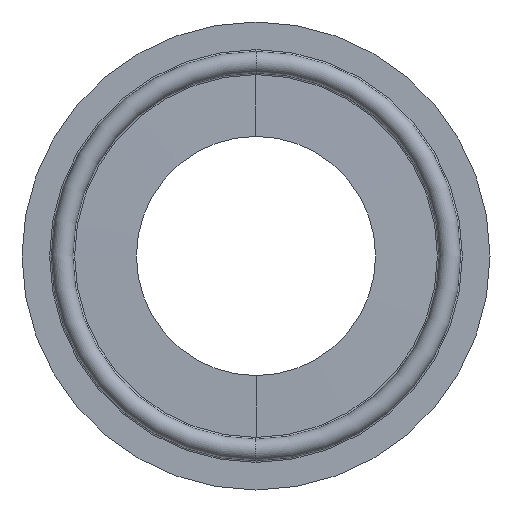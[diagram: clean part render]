
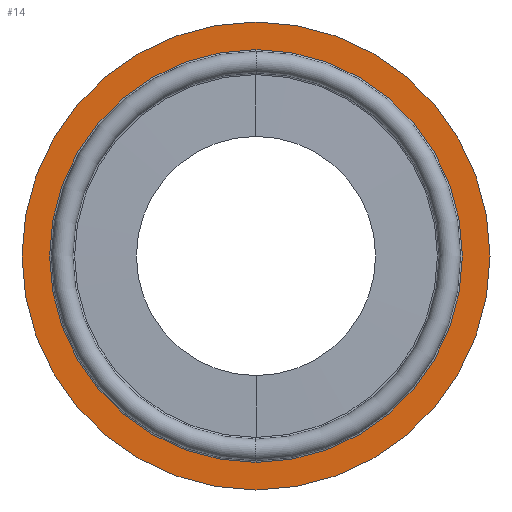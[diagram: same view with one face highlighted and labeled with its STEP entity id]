
A CAD part, left-side view. The second image highlights one B-rep face of the part: STEP entity #14.
In plain terms, the highlighted planar face has unit normal (-1, 0, 0).
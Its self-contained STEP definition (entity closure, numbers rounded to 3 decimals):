
#9 = VERTEX_POINT ( 'NONE', #476 ) ;
#14 = ADVANCED_FACE ( 'NONE', ( #494, #276 ), #203, .F. ) ;
#19 = EDGE_CURVE ( 'NONE', #9, #843, #499, .T. ) ;
#103 = CIRCLE ( 'NONE', #653, 23.15 ) ;
#120 = AXIS2_PLACEMENT_3D ( 'NONE', #561, #705, #361 ) ;
#138 = DIRECTION ( 'NONE',  ( 1., 0., 0. ) ) ;
#203 = PLANE ( 'NONE',  #453 ) ;
#214 = DIRECTION ( 'NONE',  ( 0., 0., 1. ) ) ;
#220 = DIRECTION ( 'NONE',  ( 0., 0., -1. ) ) ;
#270 = DIRECTION ( 'NONE',  ( -1., 0., 0. ) ) ;
#276 = FACE_OUTER_BOUND ( 'NONE', #774, .T. ) ;
#305 = DIRECTION ( 'NONE',  ( -1., 0., 0. ) ) ;
#312 = EDGE_LOOP ( 'NONE', ( #668, #415 ) ) ;
#324 = DIRECTION ( 'NONE',  ( 0., 0., -1. ) ) ;
#359 = CARTESIAN_POINT ( 'NONE',  ( -0.9, 0., 23.15 ) ) ;
#361 = DIRECTION ( 'NONE',  ( 0., 0., -1. ) ) ;
#373 = CARTESIAN_POINT ( 'NONE',  ( -0.9, 0., 0. ) ) ;
#395 = CARTESIAN_POINT ( 'NONE',  ( -0.9, 0., 0. ) ) ;
#398 = CIRCLE ( 'NONE', #120, 23.15 ) ;
#404 = EDGE_CURVE ( 'NONE', #576, #710, #398, .T. ) ;
#415 = ORIENTED_EDGE ( 'NONE', *, *, #581, .T. ) ;
#440 = AXIS2_PLACEMENT_3D ( 'NONE', #829, #270, #214 ) ;
#453 = AXIS2_PLACEMENT_3D ( 'NONE', #546, #138, #220 ) ;
#466 = CARTESIAN_POINT ( 'NONE',  ( -0.9, 0., -23.15 ) ) ;
#476 = CARTESIAN_POINT ( 'NONE',  ( -0.9, 0., -26.25 ) ) ;
#494 = FACE_BOUND ( 'NONE', #312, .T. ) ;
#499 = CIRCLE ( 'NONE', #440, 26.25 ) ;
#506 = EDGE_CURVE ( 'NONE', #843, #9, #544, .T. ) ;
#508 = CARTESIAN_POINT ( 'NONE',  ( -0.9, 0., 26.25 ) ) ;
#523 = ORIENTED_EDGE ( 'NONE', *, *, #19, .T. ) ;
#544 = CIRCLE ( 'NONE', #897, 26.25 ) ;
#546 = CARTESIAN_POINT ( 'NONE',  ( -0.9, 22.95, 0. ) ) ;
#561 = CARTESIAN_POINT ( 'NONE',  ( -0.9, 0., 0. ) ) ;
#576 = VERTEX_POINT ( 'NONE', #466 ) ;
#581 = EDGE_CURVE ( 'NONE', #710, #576, #103, .T. ) ;
#642 = DIRECTION ( 'NONE',  ( 0., 0., 1. ) ) ;
#645 = ORIENTED_EDGE ( 'NONE', *, *, #506, .T. ) ;
#653 = AXIS2_PLACEMENT_3D ( 'NONE', #395, #675, #324 ) ;
#668 = ORIENTED_EDGE ( 'NONE', *, *, #404, .T. ) ;
#675 = DIRECTION ( 'NONE',  ( 1., 0., 0. ) ) ;
#705 = DIRECTION ( 'NONE',  ( 1., 0., 0. ) ) ;
#710 = VERTEX_POINT ( 'NONE', #359 ) ;
#774 = EDGE_LOOP ( 'NONE', ( #645, #523 ) ) ;
#829 = CARTESIAN_POINT ( 'NONE',  ( -0.9, 0., 0. ) ) ;
#843 = VERTEX_POINT ( 'NONE', #508 ) ;
#897 = AXIS2_PLACEMENT_3D ( 'NONE', #373, #305, #642 ) ;
